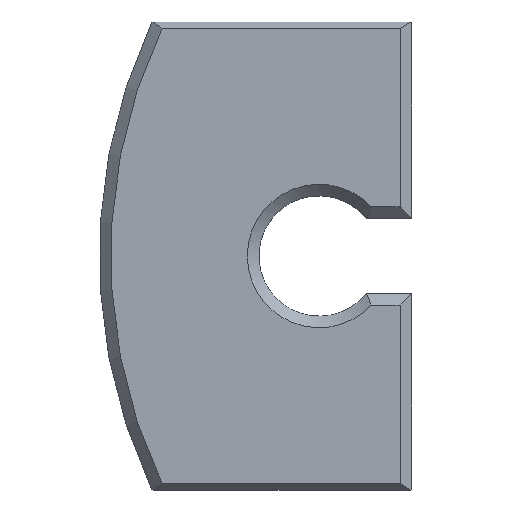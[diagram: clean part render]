
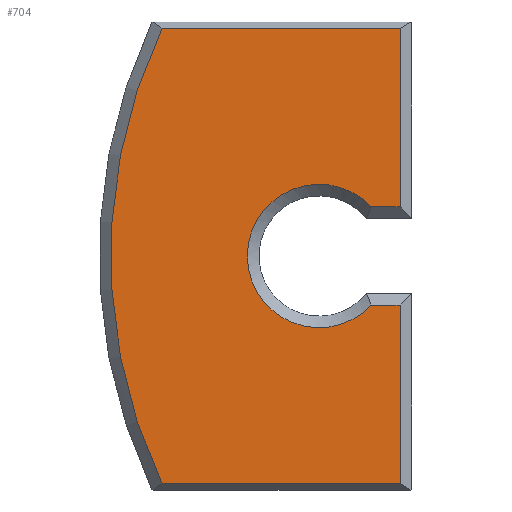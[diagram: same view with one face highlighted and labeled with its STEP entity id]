
A CAD part, top view. The second image highlights one B-rep face of the part: STEP entity #704.
In plain terms, the highlighted planar face has unit normal (0, 0, 1).
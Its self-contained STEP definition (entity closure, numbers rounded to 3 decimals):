
#631=CARTESIAN_POINT('',(38.,90.25,24.7));
#632=DIRECTION('',(0.,0.,-1.));
#633=DIRECTION('',(1.,0.,0.));
#634=AXIS2_PLACEMENT_3D('',#631,#632,#633);
#635=PLANE('',#634);
#636=CARTESIAN_POINT('',(37.5,97.88,24.7));
#637=VERTEX_POINT('',#636);
#638=CARTESIAN_POINT('',(36.262,97.88,24.7));
#639=VERTEX_POINT('',#638);
#640=CARTESIAN_POINT('',(37.5,97.88,24.7));
#641=DIRECTION('',(-1.,-0.,-0.));
#642=VECTOR('',#641,1.238);
#643=LINE('',#640,#642);
#644=EDGE_CURVE('',#637,#639,#643,.T.);
#645=ORIENTED_EDGE('',*,*,#644,.T.);
#646=CARTESIAN_POINT('',(36.262,102.12,24.7));
#647=VERTEX_POINT('',#646);
#648=CARTESIAN_POINT('',(34.,100.,24.7));
#649=DIRECTION('',(0.,0.,-1.));
#650=DIRECTION('',(-1.,0.,-0.));
#651=AXIS2_PLACEMENT_3D('',#648,#649,#650);
#652=CIRCLE('',#651,3.1);
#653=EDGE_CURVE('',#639,#647,#652,.T.);
#654=ORIENTED_EDGE('',*,*,#653,.T.);
#655=CARTESIAN_POINT('',(37.5,102.12,24.7));
#656=VERTEX_POINT('',#655);
#657=CARTESIAN_POINT('',(36.262,102.12,24.7));
#658=DIRECTION('',(1.,0.,0.));
#659=VECTOR('',#658,1.238);
#660=LINE('',#657,#659);
#661=EDGE_CURVE('',#647,#656,#660,.T.);
#662=ORIENTED_EDGE('',*,*,#661,.T.);
#663=CARTESIAN_POINT('',(37.5,109.838,24.7));
#664=VERTEX_POINT('',#663);
#665=CARTESIAN_POINT('',(37.5,102.12,24.7));
#666=DIRECTION('',(-0.,1.,0.));
#667=VECTOR('',#666,7.718);
#668=LINE('',#665,#667);
#669=EDGE_CURVE('',#656,#664,#668,.T.);
#670=ORIENTED_EDGE('',*,*,#669,.T.);
#671=CARTESIAN_POINT('',(27.21,109.838,24.7));
#672=VERTEX_POINT('',#671);
#673=CARTESIAN_POINT('',(37.5,109.838,24.7));
#674=DIRECTION('',(-1.,-0.,-0.));
#675=VECTOR('',#674,10.29);
#676=LINE('',#673,#675);
#677=EDGE_CURVE('',#664,#672,#676,.T.);
#678=ORIENTED_EDGE('',*,*,#677,.T.);
#679=CARTESIAN_POINT('',(27.21,90.162,24.7));
#680=VERTEX_POINT('',#679);
#681=CARTESIAN_POINT('',(48.,100.,24.7));
#682=DIRECTION('',(-0.,-0.,1.));
#683=DIRECTION('',(1.,0.,0.));
#684=AXIS2_PLACEMENT_3D('',#681,#682,#683);
#685=CIRCLE('',#684,23.);
#686=EDGE_CURVE('',#672,#680,#685,.T.);
#687=ORIENTED_EDGE('',*,*,#686,.T.);
#688=CARTESIAN_POINT('',(37.5,90.162,24.7));
#689=VERTEX_POINT('',#688);
#690=CARTESIAN_POINT('',(27.21,90.162,24.7));
#691=DIRECTION('',(1.,0.,0.));
#692=VECTOR('',#691,10.29);
#693=LINE('',#690,#692);
#694=EDGE_CURVE('',#680,#689,#693,.T.);
#695=ORIENTED_EDGE('',*,*,#694,.T.);
#696=CARTESIAN_POINT('',(37.5,90.162,24.7));
#697=DIRECTION('',(-0.,1.,0.));
#698=VECTOR('',#697,7.718);
#699=LINE('',#696,#698);
#700=EDGE_CURVE('',#689,#637,#699,.T.);
#701=ORIENTED_EDGE('',*,*,#700,.T.);
#702=EDGE_LOOP('',(#645,#654,#662,#670,#678,#687,#695,#701));
#703=FACE_BOUND('',#702,.T.);
#704=ADVANCED_FACE('',(#703),#635,.F.);
